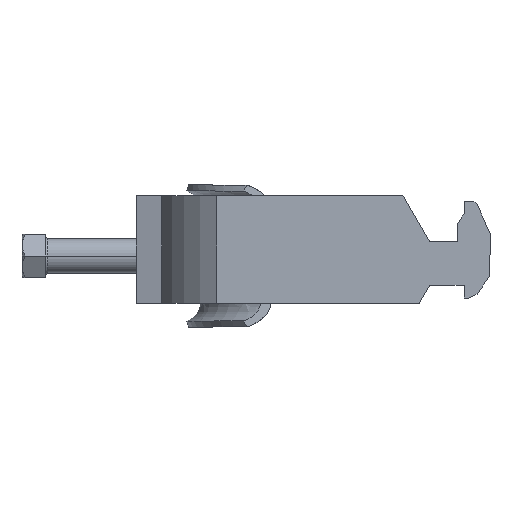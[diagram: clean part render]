
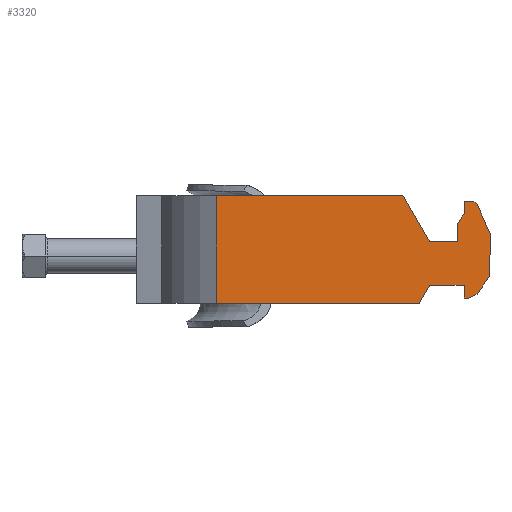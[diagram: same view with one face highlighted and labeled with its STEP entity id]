
A CAD part, left-side view. The second image highlights one B-rep face of the part: STEP entity #3320.
In plain terms, the highlighted planar face has unit normal (-1, 0, 0).
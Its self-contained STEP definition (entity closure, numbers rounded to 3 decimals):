
#118 = ORIENTED_EDGE ( 'NONE', *, *, #5391, .F. ) ;
#144 = CARTESIAN_POINT ( 'NONE',  ( -25.5, -78., 11.25 ) ) ;
#286 = VECTOR ( 'NONE', #6953, 1000. ) ;
#407 = DIRECTION ( 'NONE',  ( 0., -0.5, -0.866 ) ) ;
#475 = DIRECTION ( 'NONE',  ( 0., 0.574, -0.819 ) ) ;
#496 = VERTEX_POINT ( 'NONE', #9417 ) ;
#531 = VERTEX_POINT ( 'NONE', #10081 ) ;
#542 = LINE ( 'NONE', #6194, #3847 ) ;
#705 = EDGE_CURVE ( 'NONE', #2091, #5668, #1697, .T. ) ;
#743 = VECTOR ( 'NONE', #8489, 1000. ) ;
#879 = VERTEX_POINT ( 'NONE', #11290 ) ;
#974 = DIRECTION ( 'NONE',  ( 0., 0., 1. ) ) ;
#980 = LINE ( 'NONE', #3839, #743 ) ;
#1101 = EDGE_CURVE ( 'NONE', #1564, #3049, #542, .T. ) ;
#1112 = EDGE_CURVE ( 'NONE', #2256, #5359, #9904, .T. ) ;
#1174 = ORIENTED_EDGE ( 'NONE', *, *, #10019, .F. ) ;
#1238 = ORIENTED_EDGE ( 'NONE', *, *, #1101, .F. ) ;
#1273 = LINE ( 'NONE', #5992, #6471 ) ;
#1281 = CARTESIAN_POINT ( 'NONE',  ( -25.5, -90.827, 29.426 ) ) ;
#1564 = VERTEX_POINT ( 'NONE', #9810 ) ;
#1572 = VERTEX_POINT ( 'NONE', #7028 ) ;
#1695 = CARTESIAN_POINT ( 'NONE',  ( -25.5, -115., -8.25 ) ) ;
#1697 = LINE ( 'NONE', #4491, #4864 ) ;
#1902 = LINE ( 'NONE', #5682, #6925 ) ;
#1920 = LINE ( 'NONE', #3911, #5065 ) ;
#2044 = ORIENTED_EDGE ( 'NONE', *, *, #6242, .F. ) ;
#2083 = EDGE_CURVE ( 'NONE', #879, #7482, #2361, .T. ) ;
#2091 = VERTEX_POINT ( 'NONE', #6146 ) ;
#2131 = LINE ( 'NONE', #5035, #9124 ) ;
#2161 = CARTESIAN_POINT ( 'NONE',  ( -25.5, -77., -11.25 ) ) ;
#2256 = VERTEX_POINT ( 'NONE', #4891 ) ;
#2282 = CARTESIAN_POINT ( 'NONE',  ( -25.5, -88.735, 27.664 ) ) ;
#2361 = LINE ( 'NONE', #4216, #286 ) ;
#2554 = ORIENTED_EDGE ( 'NONE', *, *, #3169, .F. ) ;
#3011 = DIRECTION ( 'NONE',  ( 0., 1., 0. ) ) ;
#3021 = VECTOR ( 'NONE', #10591, 1000. ) ;
#3049 = VERTEX_POINT ( 'NONE', #5329 ) ;
#3103 = PLANE ( 'NONE',  #10634 ) ;
#3169 = EDGE_CURVE ( 'NONE', #7223, #531, #1920, .T. ) ;
#3209 = LINE ( 'NONE', #5115, #5875 ) ;
#3230 = ORIENTED_EDGE ( 'NONE', *, *, #4381, .F. ) ;
#3289 = CARTESIAN_POINT ( 'NONE',  ( -25.5, -115., 1.75 ) ) ;
#3320 = ADVANCED_FACE ( 'NONE', ( #6881 ), #3103, .F. ) ;
#3338 = CARTESIAN_POINT ( 'NONE',  ( -25.5, -61.793, 12.5 ) ) ;
#3340 = DIRECTION ( 'NONE',  ( 0., 0.5, -0.866 ) ) ;
#3349 = VECTOR ( 'NONE', #8213, 1000. ) ;
#3435 = ORIENTED_EDGE ( 'NONE', *, *, #1112, .F. ) ;
#3506 = ORIENTED_EDGE ( 'NONE', *, *, #705, .F. ) ;
#3656 = DIRECTION ( 'NONE',  ( 0., 0., -1. ) ) ;
#3839 = CARTESIAN_POINT ( 'NONE',  ( -25.5, -74.5, 12.5 ) ) ;
#3847 = VECTOR ( 'NONE', #475, 1000. ) ;
#3911 = CARTESIAN_POINT ( 'NONE',  ( -25.5, -115., -11.25 ) ) ;
#3972 = ORIENTED_EDGE ( 'NONE', *, *, #7884, .T. ) ;
#3994 = EDGE_CURVE ( 'NONE', #3049, #7223, #3209, .T. ) ;
#4068 = EDGE_CURVE ( 'NONE', #6305, #1572, #1273, .T. ) ;
#4199 = DIRECTION ( 'NONE',  ( 0., -0.574, 0.819 ) ) ;
#4216 = CARTESIAN_POINT ( 'NONE',  ( -25.5, -84.208, -1.209 ) ) ;
#4231 = DIRECTION ( 'NONE',  ( 0., 1., 0. ) ) ;
#4256 = CARTESIAN_POINT ( 'NONE',  ( -25.5, -76., 11.25 ) ) ;
#4381 = EDGE_CURVE ( 'NONE', #5668, #9501, #5155, .T. ) ;
#4491 = CARTESIAN_POINT ( 'NONE',  ( -25.5, -76., 12.5 ) ) ;
#4714 = CARTESIAN_POINT ( 'NONE',  ( -25.5, -18.689, 12.5 ) ) ;
#4864 = VECTOR ( 'NONE', #9265, 1000. ) ;
#4886 = DIRECTION ( 'NONE',  ( 0., -0.766, -0.643 ) ) ;
#4891 = CARTESIAN_POINT ( 'NONE',  ( -25.5, -68., -8.25 ) ) ;
#4985 = CARTESIAN_POINT ( 'NONE',  ( -25.5, -115., 11.25 ) ) ;
#5035 = CARTESIAN_POINT ( 'NONE',  ( -25.5, -115., -12.5 ) ) ;
#5041 = DIRECTION ( 'NONE',  ( 0., -1., 0. ) ) ;
#5065 = VECTOR ( 'NONE', #10363, 1000. ) ;
#5109 = ORIENTED_EDGE ( 'NONE', *, *, #11802, .F. ) ;
#5115 = CARTESIAN_POINT ( 'NONE',  ( -25.5, -117.538, 6.799 ) ) ;
#5148 = LINE ( 'NONE', #9808, #9742 ) ;
#5155 = LINE ( 'NONE', #4985, #11636 ) ;
#5329 = CARTESIAN_POINT ( 'NONE',  ( -25.5, -79., -10.36 ) ) ;
#5352 = LINE ( 'NONE', #1695, #3349 ) ;
#5359 = VERTEX_POINT ( 'NONE', #8550 ) ;
#5391 = EDGE_CURVE ( 'NONE', #9325, #7101, #980, .T. ) ;
#5668 = VERTEX_POINT ( 'NONE', #4256 ) ;
#5682 = CARTESIAN_POINT ( 'NONE',  ( -25.5, -18.689, 12.5 ) ) ;
#5875 = VECTOR ( 'NONE', #10789, 1000. ) ;
#5902 = VECTOR ( 'NONE', #3656, 1000. ) ;
#5926 = VECTOR ( 'NONE', #7062, 1000. ) ;
#5992 = CARTESIAN_POINT ( 'NONE',  ( -25.5, -75.095, -10.539 ) ) ;
#5997 = EDGE_CURVE ( 'NONE', #7482, #1564, #11289, .T. ) ;
#6004 = DIRECTION ( 'NONE',  ( 1., 0., 0. ) ) ;
#6068 = CARTESIAN_POINT ( 'NONE',  ( -25.5, -115., 12.5 ) ) ;
#6146 = CARTESIAN_POINT ( 'NONE',  ( -25.5, -76., 8.25 ) ) ;
#6194 = CARTESIAN_POINT ( 'NONE',  ( -25.5, -101.584, 21.894 ) ) ;
#6242 = EDGE_CURVE ( 'NONE', #9501, #879, #6936, .T. ) ;
#6305 = VERTEX_POINT ( 'NONE', #3338 ) ;
#6471 = VECTOR ( 'NONE', #407, 1000. ) ;
#6548 = LINE ( 'NONE', #6802, #3021 ) ;
#6554 = VECTOR ( 'NONE', #4199, 1000. ) ;
#6802 = CARTESIAN_POINT ( 'NONE',  ( -25.5, -76., 12.5 ) ) ;
#6819 = VECTOR ( 'NONE', #3340, 1000. ) ;
#6881 = FACE_OUTER_BOUND ( 'NONE', #7906, .T. ) ;
#6925 = VECTOR ( 'NONE', #974, 1000. ) ;
#6936 = LINE ( 'NONE', #9598, #10880 ) ;
#6953 = DIRECTION ( 'NONE',  ( 0., -0.407, -0.914 ) ) ;
#7028 = CARTESIAN_POINT ( 'NONE',  ( -25.5, -68., 1.75 ) ) ;
#7062 = DIRECTION ( 'NONE',  ( 0., -1., 0. ) ) ;
#7101 = VERTEX_POINT ( 'NONE', #9723 ) ;
#7130 = EDGE_CURVE ( 'NONE', #7101, #2091, #11597, .T. ) ;
#7131 = ORIENTED_EDGE ( 'NONE', *, *, #2083, .F. ) ;
#7223 = VERTEX_POINT ( 'NONE', #2161 ) ;
#7482 = VERTEX_POINT ( 'NONE', #9824 ) ;
#7707 = VERTEX_POINT ( 'NONE', #12069 ) ;
#7813 = EDGE_CURVE ( 'NONE', #5359, #7707, #2131, .T. ) ;
#7884 = EDGE_CURVE ( 'NONE', #6305, #8009, #5148, .T. ) ;
#7906 = EDGE_LOOP ( 'NONE', ( #3435, #11866, #1174, #2554, #8202, #1238, #11462, #7131, #2044, #3230, #3506, #9007, #118, #5109, #11429, #3972, #12251, #10328 ) ) ;
#8009 = VERTEX_POINT ( 'NONE', #4714 ) ;
#8202 = ORIENTED_EDGE ( 'NONE', *, *, #3994, .F. ) ;
#8213 = DIRECTION ( 'NONE',  ( 0., 1., 0. ) ) ;
#8489 = DIRECTION ( 'NONE',  ( 0., 0., 1. ) ) ;
#8550 = CARTESIAN_POINT ( 'NONE',  ( -25.5, -65.546, -12.5 ) ) ;
#9007 = ORIENTED_EDGE ( 'NONE', *, *, #7130, .F. ) ;
#9124 = VECTOR ( 'NONE', #3011, 1000. ) ;
#9265 = DIRECTION ( 'NONE',  ( 0., 0., 1. ) ) ;
#9325 = VERTEX_POINT ( 'NONE', #11257 ) ;
#9417 = CARTESIAN_POINT ( 'NONE',  ( -25.5, -76., -8.25 ) ) ;
#9501 = VERTEX_POINT ( 'NONE', #144 ) ;
#9598 = CARTESIAN_POINT ( 'NONE',  ( -25.5, -99.097, -6.452 ) ) ;
#9723 = CARTESIAN_POINT ( 'NONE',  ( -25.5, -74.5, 6.108 ) ) ;
#9742 = VECTOR ( 'NONE', #4231, 1000. ) ;
#9808 = CARTESIAN_POINT ( 'NONE',  ( -25.5, -115., 12.5 ) ) ;
#9810 = CARTESIAN_POINT ( 'NONE',  ( -25.5, -82., -6.075 ) ) ;
#9824 = CARTESIAN_POINT ( 'NONE',  ( -25.5, -82., 3.75 ) ) ;
#9904 = LINE ( 'NONE', #2282, #6819 ) ;
#10019 = EDGE_CURVE ( 'NONE', #531, #496, #6548, .T. ) ;
#10046 = LINE ( 'NONE', #3289, #5926 ) ;
#10081 = CARTESIAN_POINT ( 'NONE',  ( -25.5, -76., -11.25 ) ) ;
#10328 = ORIENTED_EDGE ( 'NONE', *, *, #7813, .F. ) ;
#10363 = DIRECTION ( 'NONE',  ( 0., 1., 0. ) ) ;
#10591 = DIRECTION ( 'NONE',  ( 0., 0., 1. ) ) ;
#10634 = AXIS2_PLACEMENT_3D ( 'NONE', #6068, #6004, #10682 ) ;
#10682 = DIRECTION ( 'NONE',  ( 0., 1., 0. ) ) ;
#10789 = DIRECTION ( 'NONE',  ( 0., 0.914, -0.407 ) ) ;
#10880 = VECTOR ( 'NONE', #4886, 1000. ) ;
#11147 = EDGE_CURVE ( 'NONE', #496, #2256, #5352, .T. ) ;
#11228 = CARTESIAN_POINT ( 'NONE',  ( -25.5, -82., 12.5 ) ) ;
#11257 = CARTESIAN_POINT ( 'NONE',  ( -25.5, -74.5, 1.75 ) ) ;
#11289 = LINE ( 'NONE', #11228, #5902 ) ;
#11290 = CARTESIAN_POINT ( 'NONE',  ( -25.5, -79.055, 10.365 ) ) ;
#11429 = ORIENTED_EDGE ( 'NONE', *, *, #4068, .F. ) ;
#11462 = ORIENTED_EDGE ( 'NONE', *, *, #5997, .F. ) ;
#11597 = LINE ( 'NONE', #1281, #6554 ) ;
#11636 = VECTOR ( 'NONE', #5041, 1000. ) ;
#11802 = EDGE_CURVE ( 'NONE', #1572, #9325, #10046, .T. ) ;
#11866 = ORIENTED_EDGE ( 'NONE', *, *, #11147, .F. ) ;
#12069 = CARTESIAN_POINT ( 'NONE',  ( -25.5, -18.689, -12.5 ) ) ;
#12251 = ORIENTED_EDGE ( 'NONE', *, *, #12254, .F. ) ;
#12254 = EDGE_CURVE ( 'NONE', #7707, #8009, #1902, .T. ) ;
